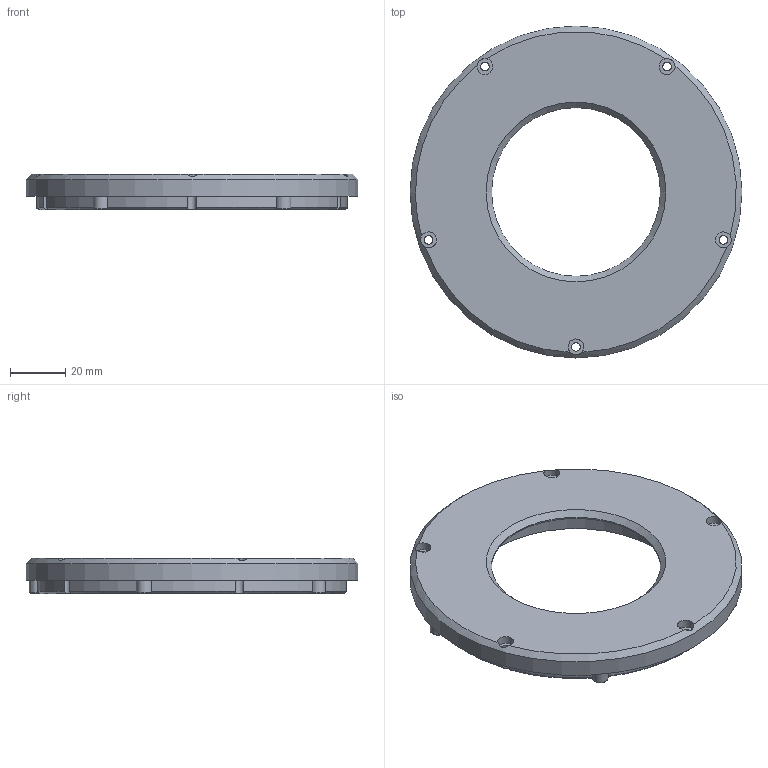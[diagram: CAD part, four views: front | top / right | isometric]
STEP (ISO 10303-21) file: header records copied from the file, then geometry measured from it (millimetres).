
FILE_DESCRIPTION(/* description */ (''),/* implementation_level */ '2;1');
FILE_NAME(/* name */ 'FacePlate v2.step',/* time_stamp */ '2025-05-04T16:43:41+02:00',/* author */ (''),/* organization */ (''),/* preprocessor_version */ 'ST-DEVELOPER v20.1',/* originating_system */ 'Autodesk Translation Framework v14.4.0.0',/* authorisation */ '');
FILE_SCHEMA (('AUTOMOTIVE_DESIGN { 1 0 10303 214 3 1 1 }'));
Length unit declared in the file: millimetre
Products named in the file (1): FacePlate
Bounding box: 120 x 120 x 13 mm (x, y, z)
Volume: 80922.3 mm3; surface area: 24271.1 mm2
Topology: 1 solids, 1 shells, 56 faces, 166 edges, 110 vertices
Faces by surface type: cylinder 29, cone 17, plane 10
Full cylindrical faces by diameter (mm): 3.1 x5, 5.75 x5, 61 x1, 70 x1, 78 x1, 120 x1
Entity records: 2138 total; most frequent: CARTESIAN_POINT 554, DIRECTION 336, ORIENTED_EDGE 332, EDGE_CURVE 166, AXIS2_PLACEMENT_3D 150, VERTEX_POINT 110, CIRCLE 93, EDGE_LOOP 66
